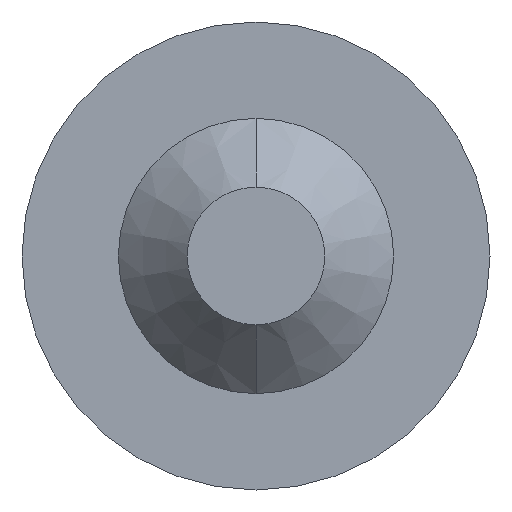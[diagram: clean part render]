
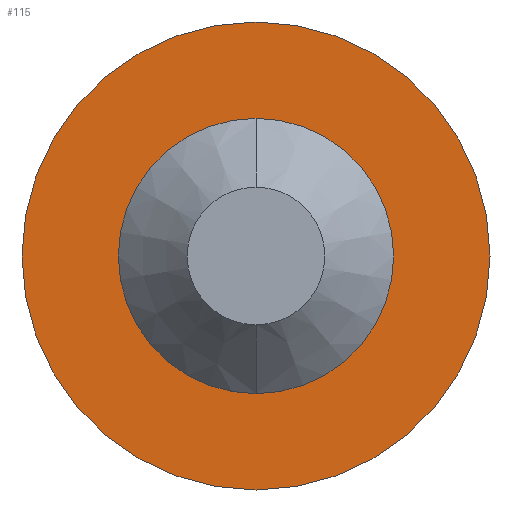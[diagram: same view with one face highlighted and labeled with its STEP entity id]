
A CAD part, front view. The second image highlights one B-rep face of the part: STEP entity #115.
In plain terms, the highlighted planar face has unit normal (0, -1, 0).
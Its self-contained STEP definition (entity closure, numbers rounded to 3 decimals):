
#20 = AXIS2_PLACEMENT_3D ( 'NONE', #220, #134, #110 ) ;
#29 = EDGE_LOOP ( 'NONE', ( #112, #172 ) ) ;
#30 = CIRCLE ( 'NONE', #162, 1. ) ;
#36 = VERTEX_POINT ( 'NONE', #250 ) ;
#38 = CARTESIAN_POINT ( 'NONE',  ( 0., 7., -1.7 ) ) ;
#43 = PLANE ( 'NONE',  #141 ) ;
#48 = DIRECTION ( 'NONE',  ( 0., 0., -1. ) ) ;
#51 = ORIENTED_EDGE ( 'NONE', *, *, #116, .F. ) ;
#72 = DIRECTION ( 'NONE',  ( 0., -1., 0. ) ) ;
#105 = CARTESIAN_POINT ( 'NONE',  ( 0., 7., 0. ) ) ;
#110 = DIRECTION ( 'NONE',  ( 0., 0., -1. ) ) ;
#112 = ORIENTED_EDGE ( 'NONE', *, *, #319, .T. ) ;
#115 = ADVANCED_FACE ( 'NONE', ( #209, #282 ), #43, .T. ) ;
#116 = EDGE_CURVE ( 'NONE', #343, #204, #369, .T. ) ;
#120 = CARTESIAN_POINT ( 'NONE',  ( 1., 7., 0. ) ) ;
#134 = DIRECTION ( 'NONE',  ( 0., -1., 0. ) ) ;
#141 = AXIS2_PLACEMENT_3D ( 'NONE', #120, #72, #299 ) ;
#145 = VERTEX_POINT ( 'NONE', #38 ) ;
#162 = AXIS2_PLACEMENT_3D ( 'NONE', #105, #241, #48 ) ;
#172 = ORIENTED_EDGE ( 'NONE', *, *, #279, .T. ) ;
#174 = DIRECTION ( 'NONE',  ( 0., 0., -1. ) ) ;
#193 = ORIENTED_EDGE ( 'NONE', *, *, #226, .F. ) ;
#204 = VERTEX_POINT ( 'NONE', #213 ) ;
#209 = FACE_OUTER_BOUND ( 'NONE', #29, .T. ) ;
#212 = DIRECTION ( 'NONE',  ( 0., -1., 0. ) ) ;
#213 = CARTESIAN_POINT ( 'NONE',  ( 0., 7., 1. ) ) ;
#215 = AXIS2_PLACEMENT_3D ( 'NONE', #354, #324, #174 ) ;
#217 = CARTESIAN_POINT ( 'NONE',  ( 0., 7., -1. ) ) ;
#220 = CARTESIAN_POINT ( 'NONE',  ( 0., 7., 0. ) ) ;
#226 = EDGE_CURVE ( 'NONE', #204, #343, #30, .T. ) ;
#241 = DIRECTION ( 'NONE',  ( 0., -1., 0. ) ) ;
#248 = EDGE_LOOP ( 'NONE', ( #51, #193 ) ) ;
#250 = CARTESIAN_POINT ( 'NONE',  ( 0., 7., 1.7 ) ) ;
#251 = CIRCLE ( 'NONE', #367, 1.7 ) ;
#279 = EDGE_CURVE ( 'NONE', #36, #145, #251, .T. ) ;
#282 = FACE_BOUND ( 'NONE', #248, .T. ) ;
#287 = CIRCLE ( 'NONE', #20, 1.7 ) ;
#299 = DIRECTION ( 'NONE',  ( 0., 0., -1. ) ) ;
#319 = EDGE_CURVE ( 'NONE', #145, #36, #287, .T. ) ;
#324 = DIRECTION ( 'NONE',  ( 0., -1., 0. ) ) ;
#343 = VERTEX_POINT ( 'NONE', #217 ) ;
#354 = CARTESIAN_POINT ( 'NONE',  ( 0., 7., 0. ) ) ;
#362 = CARTESIAN_POINT ( 'NONE',  ( 0., 7., 0. ) ) ;
#366 = DIRECTION ( 'NONE',  ( 0., 0., -1. ) ) ;
#367 = AXIS2_PLACEMENT_3D ( 'NONE', #362, #212, #366 ) ;
#369 = CIRCLE ( 'NONE', #215, 1. ) ;
